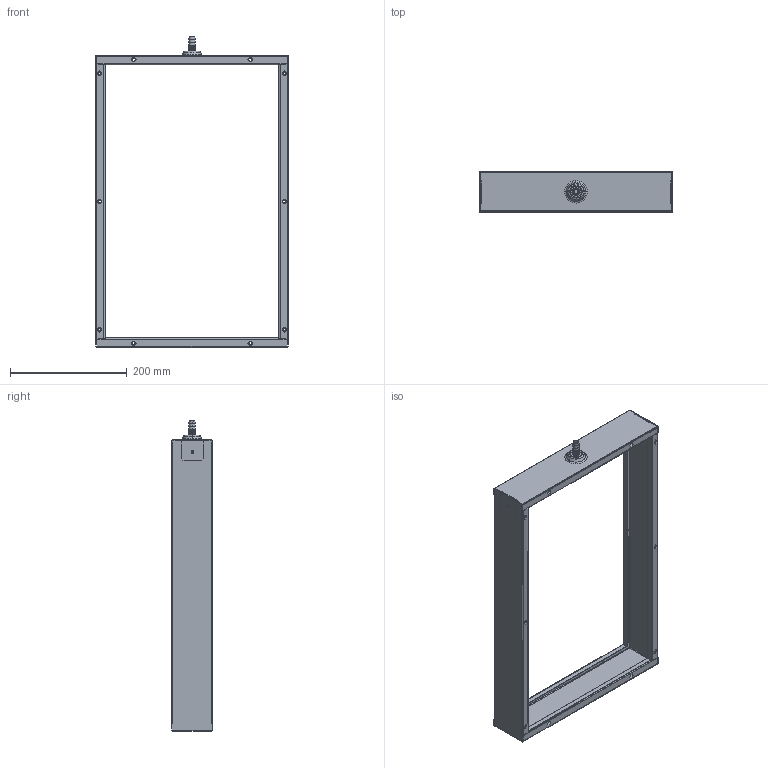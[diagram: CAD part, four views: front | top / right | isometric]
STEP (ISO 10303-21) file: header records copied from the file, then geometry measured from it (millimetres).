
FILE_DESCRIPTION((''),'2;1');
FILE_NAME('TG6155305_ASM','2020-01-07T09:33:43',('danielc'),(''),'CREO PARAMETRIC BY PTC INC, 2019080','CREO PARAMETRIC BY PTC INC, 2019080','');
FILE_SCHEMA(('CONFIG_CONTROL_DESIGN'));
Length unit declared in the file: millimetre
Products named in the file (9): TG6205-DUCT_1_1_1; TG6205-DUCT-2_1_1_1; TG6205-DUCT-MNF_ASM_1_ASM_1_ASM_ASM; WATERTRAY_DRAIN_FITTING_1_1_1; TG6205-DUCT_ASM_1_ASM_1_ASM_1_ASM; TG6205305-COMPLETE-ASSEMBLY_ASM_ASM; TG6205-COMPLETE_ASM_1_ASM_1_ASM; TG6205-COMPLETE_ASM_1_ASM; TG6155305_ASM
Assembly tree (8 placements, depth 7):
  TG6155305_ASM
    TG6205-COMPLETE_ASM_1_ASM
      TG6205-COMPLETE_ASM_1_ASM_1_ASM
        TG6205305-COMPLETE-ASSEMBLY_ASM_ASM
          TG6205-DUCT_ASM_1_ASM_1_ASM_1_ASM
            TG6205-DUCT-MNF_ASM_1_ASM_1_ASM_ASM
              TG6205-DUCT_1_1_1
              TG6205-DUCT-2_1_1_1
            WATERTRAY_DRAIN_FITTING_1_1_1
Bounding box: 330 x 70 x 532.5 mm (x, y, z)
Volume: 190863.3 mm3; surface area: 384852.7 mm2
Topology: 3 solids, 4 shells, 448 faces, 1140 edges, 713 vertices
Faces by surface type: plane 267, cylinder 92, torus 44, bspline 26, cone 18, extrusion 1
Entity records: 17557 total; most frequent: CARTESIAN_POINT 6429, DIRECTION 2293, ORIENTED_EDGE 2280, EDGE_CURVE 1140, AXIS2_PLACEMENT_3D 798, VERTEX_POINT 713, VECTOR 697, LINE 696
